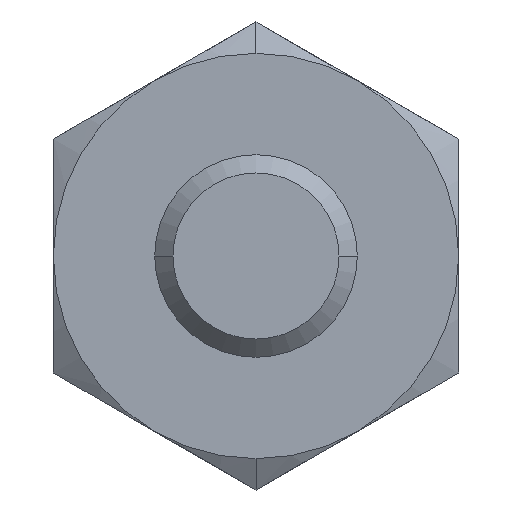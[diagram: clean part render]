
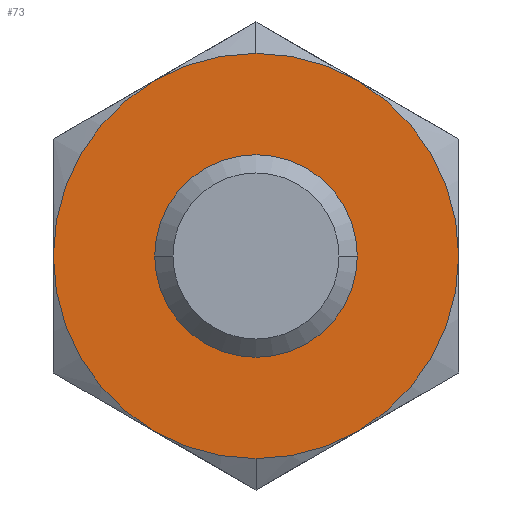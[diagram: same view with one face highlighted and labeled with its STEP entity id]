
A CAD part, left-side view. The second image highlights one B-rep face of the part: STEP entity #73.
In plain terms, the highlighted planar face has unit normal (-1, 0, 0).
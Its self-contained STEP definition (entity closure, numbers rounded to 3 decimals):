
#73=ADVANCED_FACE('',(#136,#137),#138,.T.);
#136=FACE_BOUND('',#206,.T.);
#137=FACE_OUTER_BOUND('',#207,.T.);
#138=PLANE('',#208);
#206=EDGE_LOOP('',(#396,#397));
#207=EDGE_LOOP('',(#398,#399,#400,#401,#402,#403,#404,#405));
#208=AXIS2_PLACEMENT_3D('',#406,#407,#408);
#396=ORIENTED_EDGE('',*,*,#492,.T.);
#397=ORIENTED_EDGE('',*,*,#481,.T.);
#398=ORIENTED_EDGE('',*,*,#510,.F.);
#399=ORIENTED_EDGE('',*,*,#496,.F.);
#400=ORIENTED_EDGE('',*,*,#499,.F.);
#401=ORIENTED_EDGE('',*,*,#501,.F.);
#402=ORIENTED_EDGE('',*,*,#474,.F.);
#403=ORIENTED_EDGE('',*,*,#505,.F.);
#404=ORIENTED_EDGE('',*,*,#508,.F.);
#405=ORIENTED_EDGE('',*,*,#470,.F.);
#406=CARTESIAN_POINT('',(8.0,0.0,-1.5));
#407=DIRECTION('',(-1.0,0.,0.));
#408=DIRECTION('',(0.,0.0,1.0));
#470=EDGE_CURVE('',#545,#548,#549,.T.);
#474=EDGE_CURVE('',#554,#552,#556,.T.);
#481=EDGE_CURVE('',#565,#567,#569,.T.);
#492=EDGE_CURVE('',#567,#565,#586,.T.);
#496=EDGE_CURVE('',#590,#592,#593,.T.);
#499=EDGE_CURVE('',#596,#590,#598,.T.);
#501=EDGE_CURVE('',#552,#596,#600,.T.);
#505=EDGE_CURVE('',#604,#554,#606,.T.);
#508=EDGE_CURVE('',#548,#604,#610,.T.);
#510=EDGE_CURVE('',#592,#545,#612,.T.);
#545=VERTEX_POINT('',#679);
#548=VERTEX_POINT('',#683);
#549=CIRCLE('',#684,3.0);
#552=VERTEX_POINT('',#698);
#554=VERTEX_POINT('',#701);
#556=CIRCLE('',#714,3.0);
#565=VERTEX_POINT('',#725);
#567=VERTEX_POINT('',#728);
#569=CIRCLE('',#731,1.5);
#586=CIRCLE('',#752,1.5);
#590=VERTEX_POINT('',#756);
#592=VERTEX_POINT('',#769);
#593=CIRCLE('',#770,3.0);
#596=VERTEX_POINT('',#784);
#598=CIRCLE('',#797,3.0);
#600=CIRCLE('',#810,3.0);
#604=VERTEX_POINT('',#836);
#606=CIRCLE('',#849,3.0);
#610=CIRCLE('',#875,3.0);
#612=CIRCLE('',#888,3.0);
#679=CARTESIAN_POINT('',(8.0,0.,-3.0));
#683=CARTESIAN_POINT('',(8.0,1.5,-2.598));
#684=AXIS2_PLACEMENT_3D('',#1044,#1045,#1046);
#698=CARTESIAN_POINT('',(8.0,0.,3.0));
#701=CARTESIAN_POINT('',(8.0,1.5,2.598));
#714=AXIS2_PLACEMENT_3D('',#1048,#1049,#1050);
#725=CARTESIAN_POINT('',(8.0,1.5,0.));
#728=CARTESIAN_POINT('',(8.0,-1.5,0.));
#731=AXIS2_PLACEMENT_3D('',#1061,#1062,#1063);
#752=AXIS2_PLACEMENT_3D('',#1086,#1087,#1088);
#756=CARTESIAN_POINT('',(8.0,-3.0,0.));
#769=CARTESIAN_POINT('',(8.0,-1.5,-2.598));
#770=AXIS2_PLACEMENT_3D('',#1095,#1096,#1097);
#784=CARTESIAN_POINT('',(8.0,-1.5,2.598));
#797=AXIS2_PLACEMENT_3D('',#1098,#1099,#1100);
#810=AXIS2_PLACEMENT_3D('',#1101,#1102,#1103);
#836=CARTESIAN_POINT('',(8.0,3.0,0.));
#849=AXIS2_PLACEMENT_3D('',#1104,#1105,#1106);
#875=AXIS2_PLACEMENT_3D('',#1107,#1108,#1109);
#888=AXIS2_PLACEMENT_3D('',#1110,#1111,#1112);
#1044=CARTESIAN_POINT('',(8.0,0.0,0.0));
#1045=DIRECTION('',(1.0,0.,0.));
#1046=DIRECTION('',(0.,0.0,-1.0));
#1048=CARTESIAN_POINT('',(8.0,0.0,0.0));
#1049=DIRECTION('',(1.0,0.,0.));
#1050=DIRECTION('',(0.,0.0,-1.0));
#1061=CARTESIAN_POINT('',(8.0,0.0,0.0));
#1062=DIRECTION('',(1.0,0.,0.));
#1063=DIRECTION('',(0.,1.0,0.));
#1086=CARTESIAN_POINT('',(8.0,0.0,0.0));
#1087=DIRECTION('',(1.0,0.,0.));
#1088=DIRECTION('',(0.,1.0,0.));
#1095=CARTESIAN_POINT('',(8.0,0.0,0.0));
#1096=DIRECTION('',(1.0,0.,0.));
#1097=DIRECTION('',(0.,0.0,-1.0));
#1098=CARTESIAN_POINT('',(8.0,0.0,0.0));
#1099=DIRECTION('',(1.0,0.,0.));
#1100=DIRECTION('',(0.,0.0,-1.0));
#1101=CARTESIAN_POINT('',(8.0,0.0,0.0));
#1102=DIRECTION('',(1.0,0.,0.));
#1103=DIRECTION('',(0.,0.0,-1.0));
#1104=CARTESIAN_POINT('',(8.0,0.0,0.0));
#1105=DIRECTION('',(1.0,0.,0.));
#1106=DIRECTION('',(0.,0.0,-1.0));
#1107=CARTESIAN_POINT('',(8.0,0.0,0.0));
#1108=DIRECTION('',(1.0,0.,0.));
#1109=DIRECTION('',(0.,0.0,-1.0));
#1110=CARTESIAN_POINT('',(8.0,0.0,0.0));
#1111=DIRECTION('',(1.0,0.,0.));
#1112=DIRECTION('',(0.,0.0,-1.0));
